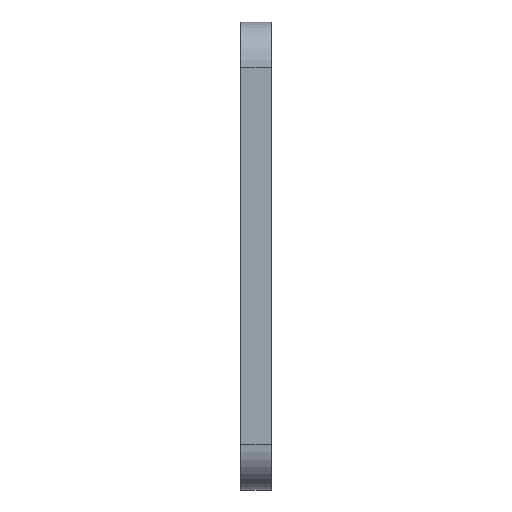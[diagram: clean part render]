
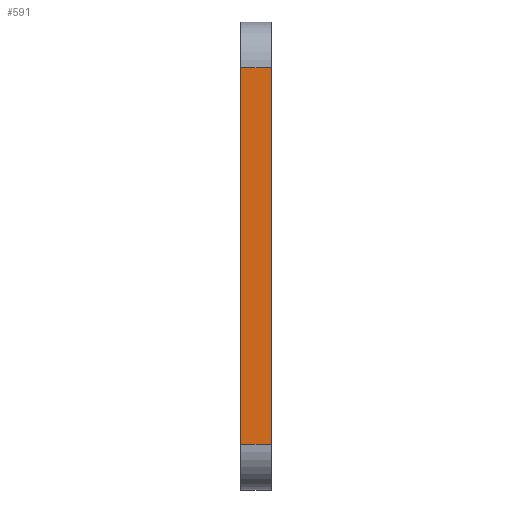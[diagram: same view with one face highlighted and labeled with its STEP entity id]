
A CAD part, left-side view. The second image highlights one B-rep face of the part: STEP entity #591.
In plain terms, the highlighted planar face has unit normal (-1, 0, 0).
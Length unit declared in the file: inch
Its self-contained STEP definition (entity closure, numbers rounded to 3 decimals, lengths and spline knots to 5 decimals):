
#7 = LINE ( 'NONE', #997, #275 ) ;
#9 = CARTESIAN_POINT ( 'NONE',  ( 0., 0., -1.72753 ) ) ;
#14 = PLANE ( 'NONE',  #253 ) ;
#18 = LINE ( 'NONE', #1385, #799 ) ;
#34 = LINE ( 'NONE', #953, #1222 ) ;
#43 = VERTEX_POINT ( 'NONE', #1110 ) ;
#47 = FACE_OUTER_BOUND ( 'NONE', #878, .T. ) ;
#49 = CARTESIAN_POINT ( 'NONE',  ( 0., 0., -0.1875 ) ) ;
#153 = CARTESIAN_POINT ( 'NONE',  ( 0., 0.125, -2.1802 ) ) ;
#217 = EDGE_CURVE ( 'NONE', #1354, #611, #34, .T. ) ;
#245 = DIRECTION ( 'NONE',  ( 0., -1., 0. ) ) ;
#246 = EDGE_CURVE ( 'NONE', #43, #576, #7, .T. ) ;
#253 = AXIS2_PLACEMENT_3D ( 'NONE', #153, #493, #1299 ) ;
#275 = VECTOR ( 'NONE', #245, 39.37008 ) ;
#333 = LINE ( 'NONE', #1317, #1136 ) ;
#443 = ORIENTED_EDGE ( 'NONE', *, *, #217, .T. ) ;
#459 = ORIENTED_EDGE ( 'NONE', *, *, #1160, .T. ) ;
#493 = DIRECTION ( 'NONE',  ( 1., 0., 0. ) ) ;
#515 = DIRECTION ( 'NONE',  ( 0., 0., 1. ) ) ;
#558 = ORIENTED_EDGE ( 'NONE', *, *, #246, .T. ) ;
#572 = DIRECTION ( 'NONE',  ( 0., 0., 1. ) ) ;
#576 = VERTEX_POINT ( 'NONE', #9 ) ;
#591 = ADVANCED_FACE ( 'NONE', ( #47 ), #14, .F. ) ;
#611 = VERTEX_POINT ( 'NONE', #832 ) ;
#681 = EDGE_CURVE ( 'NONE', #43, #611, #333, .T. ) ;
#767 = ORIENTED_EDGE ( 'NONE', *, *, #681, .F. ) ;
#799 = VECTOR ( 'NONE', #572, 39.37008 ) ;
#832 = CARTESIAN_POINT ( 'NONE',  ( 0., 0.125, -0.1875 ) ) ;
#878 = EDGE_LOOP ( 'NONE', ( #767, #558, #459, #443 ) ) ;
#953 = CARTESIAN_POINT ( 'NONE',  ( 0., 0.125, -0.1875 ) ) ;
#986 = DIRECTION ( 'NONE',  ( 0., 1., 0. ) ) ;
#997 = CARTESIAN_POINT ( 'NONE',  ( 0., 0.125, -1.72753 ) ) ;
#1110 = CARTESIAN_POINT ( 'NONE',  ( 0., 0.125, -1.72753 ) ) ;
#1136 = VECTOR ( 'NONE', #515, 39.37008 ) ;
#1160 = EDGE_CURVE ( 'NONE', #576, #1354, #18, .T. ) ;
#1222 = VECTOR ( 'NONE', #986, 39.37008 ) ;
#1299 = DIRECTION ( 'NONE',  ( 0., 0., -1. ) ) ;
#1317 = CARTESIAN_POINT ( 'NONE',  ( 0., 0.125, -2.1802 ) ) ;
#1354 = VERTEX_POINT ( 'NONE', #49 ) ;
#1385 = CARTESIAN_POINT ( 'NONE',  ( 0., 0., -2.1802 ) ) ;
